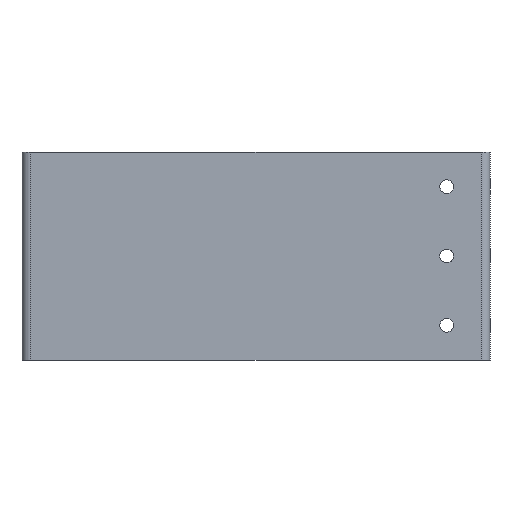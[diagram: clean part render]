
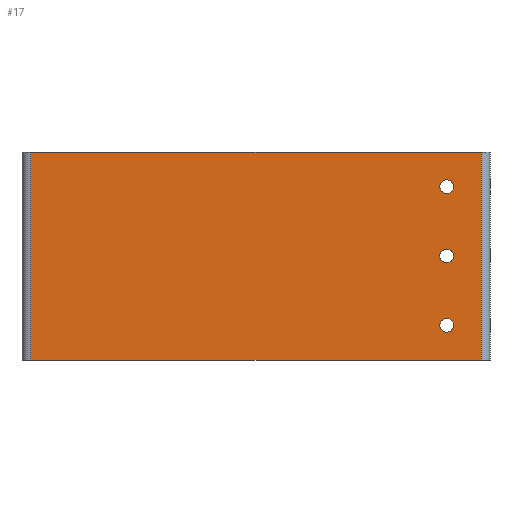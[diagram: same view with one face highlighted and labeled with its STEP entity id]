
A CAD part, left-side view. The second image highlights one B-rep face of the part: STEP entity #17.
In plain terms, the highlighted planar face has unit normal (-1, 0, 0).
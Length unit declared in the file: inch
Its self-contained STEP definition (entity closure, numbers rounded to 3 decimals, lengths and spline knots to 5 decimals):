
#4 = CARTESIAN_POINT ( 'NONE',  ( 3.35, 17.4099, -2.5 ) ) ;
#5 = ORIENTED_EDGE ( 'NONE', *, *, #496, .F. ) ;
#8 = CIRCLE ( 'NONE', #441, 0.098 ) ;
#15 = VERTEX_POINT ( 'NONE', #345 ) ;
#17 = ADVANCED_FACE ( 'NONE', ( #797, #806, #98, #718 ), #258, .T. ) ;
#29 = DIRECTION ( 'NONE',  ( -1., 0., 0. ) ) ;
#36 = LINE ( 'NONE', #528, #271 ) ;
#43 = CARTESIAN_POINT ( 'NONE',  ( 3.35, 0., 0. ) ) ;
#55 = ORIENTED_EDGE ( 'NONE', *, *, #232, .F. ) ;
#61 = LINE ( 'NONE', #43, #234 ) ;
#80 = CARTESIAN_POINT ( 'NONE',  ( 3.35, 17.5079, -2.5 ) ) ;
#81 = EDGE_LOOP ( 'NONE', ( #148, #5 ) ) ;
#82 = LINE ( 'NONE', #622, #745 ) ;
#98 = FACE_BOUND ( 'NONE', #834, .T. ) ;
#104 = CARTESIAN_POINT ( 'NONE',  ( 3.35, 0., -3. ) ) ;
#107 = CARTESIAN_POINT ( 'NONE',  ( 3.35, 0., -3. ) ) ;
#109 = CARTESIAN_POINT ( 'NONE',  ( 3.35, 17.4099, -0.5 ) ) ;
#115 = CIRCLE ( 'NONE', #693, 0.098 ) ;
#142 = VERTEX_POINT ( 'NONE', #973 ) ;
#148 = ORIENTED_EDGE ( 'NONE', *, *, #490, .F. ) ;
#149 = AXIS2_PLACEMENT_3D ( 'NONE', #4, #29, #799 ) ;
#160 = ORIENTED_EDGE ( 'NONE', *, *, #394, .F. ) ;
#220 = ORIENTED_EDGE ( 'NONE', *, *, #607, .F. ) ;
#232 = EDGE_CURVE ( 'NONE', #246, #979, #61, .T. ) ;
#234 = VECTOR ( 'NONE', #514, 39.37008 ) ;
#238 = ORIENTED_EDGE ( 'NONE', *, *, #746, .F. ) ;
#243 = LINE ( 'NONE', #104, #932 ) ;
#244 = DIRECTION ( 'NONE',  ( -1., 0., 0. ) ) ;
#246 = VERTEX_POINT ( 'NONE', #472 ) ;
#258 = PLANE ( 'NONE',  #833 ) ;
#265 = EDGE_LOOP ( 'NONE', ( #55, #220, #405, #675 ) ) ;
#271 = VECTOR ( 'NONE', #446, 39.37008 ) ;
#301 = EDGE_CURVE ( 'NONE', #15, #495, #115, .T. ) ;
#327 = CIRCLE ( 'NONE', #914, 0.098 ) ;
#336 = DIRECTION ( 'NONE',  ( -1., 0., 0. ) ) ;
#345 = CARTESIAN_POINT ( 'NONE',  ( 3.35, 17.5079, -1.5 ) ) ;
#346 = CARTESIAN_POINT ( 'NONE',  ( 3.35, 17.4099, -2.5 ) ) ;
#356 = EDGE_CURVE ( 'NONE', #456, #979, #82, .T. ) ;
#394 = EDGE_CURVE ( 'NONE', #583, #721, #596, .T. ) ;
#405 = ORIENTED_EDGE ( 'NONE', *, *, #849, .T. ) ;
#433 = DIRECTION ( 'NONE',  ( 0., -1., 0. ) ) ;
#441 = AXIS2_PLACEMENT_3D ( 'NONE', #109, #244, #792 ) ;
#446 = DIRECTION ( 'NONE',  ( 0., 0., 1. ) ) ;
#456 = VERTEX_POINT ( 'NONE', #796 ) ;
#472 = CARTESIAN_POINT ( 'NONE',  ( 3.35, 23.4099, 0. ) ) ;
#489 = DIRECTION ( 'NONE',  ( -1., 0., 0. ) ) ;
#490 = EDGE_CURVE ( 'NONE', #769, #142, #8, .T. ) ;
#495 = VERTEX_POINT ( 'NONE', #809 ) ;
#496 = EDGE_CURVE ( 'NONE', #142, #769, #327, .T. ) ;
#500 = AXIS2_PLACEMENT_3D ( 'NONE', #346, #489, #795 ) ;
#512 = CARTESIAN_POINT ( 'NONE',  ( 3.35, 16.9099, 0. ) ) ;
#514 = DIRECTION ( 'NONE',  ( 0., -1., 0. ) ) ;
#528 = CARTESIAN_POINT ( 'NONE',  ( 3.35, 23.4099, -3. ) ) ;
#530 = VERTEX_POINT ( 'NONE', #573 ) ;
#567 = CIRCLE ( 'NONE', #821, 0.098 ) ;
#573 = CARTESIAN_POINT ( 'NONE',  ( 3.35, 23.4099, -3. ) ) ;
#577 = DIRECTION ( 'NONE',  ( 0., -1., 0. ) ) ;
#583 = VERTEX_POINT ( 'NONE', #968 ) ;
#596 = CIRCLE ( 'NONE', #149, 0.098 ) ;
#607 = EDGE_CURVE ( 'NONE', #530, #246, #36, .T. ) ;
#622 = CARTESIAN_POINT ( 'NONE',  ( 3.35, 16.9099, -3. ) ) ;
#643 = ORIENTED_EDGE ( 'NONE', *, *, #922, .F. ) ;
#675 = ORIENTED_EDGE ( 'NONE', *, *, #356, .T. ) ;
#693 = AXIS2_PLACEMENT_3D ( 'NONE', #987, #930, #848 ) ;
#704 = DIRECTION ( 'NONE',  ( 0., -1., 0. ) ) ;
#718 = FACE_OUTER_BOUND ( 'NONE', #265, .T. ) ;
#721 = VERTEX_POINT ( 'NONE', #80 ) ;
#745 = VECTOR ( 'NONE', #992, 39.37008 ) ;
#746 = EDGE_CURVE ( 'NONE', #495, #15, #567, .T. ) ;
#769 = VERTEX_POINT ( 'NONE', #847 ) ;
#774 = ORIENTED_EDGE ( 'NONE', *, *, #301, .F. ) ;
#792 = DIRECTION ( 'NONE',  ( 0., -1., 0. ) ) ;
#795 = DIRECTION ( 'NONE',  ( 0., -1., 0. ) ) ;
#796 = CARTESIAN_POINT ( 'NONE',  ( 3.35, 16.9099, -3. ) ) ;
#797 = FACE_BOUND ( 'NONE', #81, .T. ) ;
#799 = DIRECTION ( 'NONE',  ( 0., -1., 0. ) ) ;
#806 = FACE_BOUND ( 'NONE', #945, .T. ) ;
#809 = CARTESIAN_POINT ( 'NONE',  ( 3.35, 17.3119, -1.5 ) ) ;
#821 = AXIS2_PLACEMENT_3D ( 'NONE', #921, #934, #704 ) ;
#833 = AXIS2_PLACEMENT_3D ( 'NONE', #107, #956, #433 ) ;
#834 = EDGE_LOOP ( 'NONE', ( #160, #643 ) ) ;
#847 = CARTESIAN_POINT ( 'NONE',  ( 3.35, 17.3119, -0.5 ) ) ;
#848 = DIRECTION ( 'NONE',  ( 0., -1., 0. ) ) ;
#849 = EDGE_CURVE ( 'NONE', #530, #456, #243, .T. ) ;
#863 = CARTESIAN_POINT ( 'NONE',  ( 3.35, 17.4099, -0.5 ) ) ;
#872 = DIRECTION ( 'NONE',  ( 0., -1., 0. ) ) ;
#914 = AXIS2_PLACEMENT_3D ( 'NONE', #863, #336, #577 ) ;
#921 = CARTESIAN_POINT ( 'NONE',  ( 3.35, 17.4099, -1.5 ) ) ;
#922 = EDGE_CURVE ( 'NONE', #721, #583, #951, .T. ) ;
#930 = DIRECTION ( 'NONE',  ( -1., 0., 0. ) ) ;
#932 = VECTOR ( 'NONE', #872, 39.37008 ) ;
#934 = DIRECTION ( 'NONE',  ( -1., 0., 0. ) ) ;
#945 = EDGE_LOOP ( 'NONE', ( #238, #774 ) ) ;
#951 = CIRCLE ( 'NONE', #500, 0.098 ) ;
#956 = DIRECTION ( 'NONE',  ( -1., 0., 0. ) ) ;
#968 = CARTESIAN_POINT ( 'NONE',  ( 3.35, 17.3119, -2.5 ) ) ;
#973 = CARTESIAN_POINT ( 'NONE',  ( 3.35, 17.5079, -0.5 ) ) ;
#979 = VERTEX_POINT ( 'NONE', #512 ) ;
#987 = CARTESIAN_POINT ( 'NONE',  ( 3.35, 17.4099, -1.5 ) ) ;
#992 = DIRECTION ( 'NONE',  ( 0., 0., 1. ) ) ;
